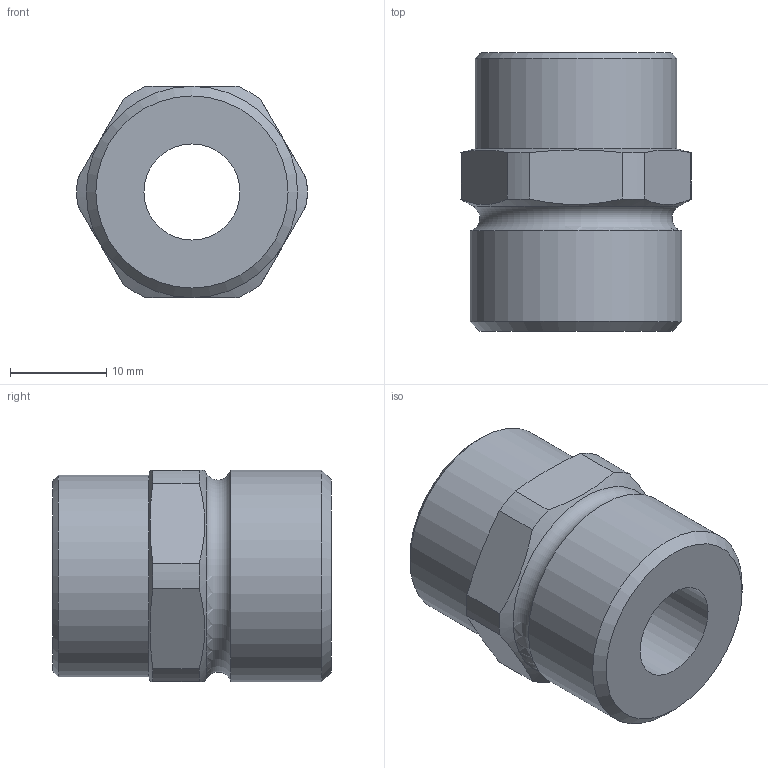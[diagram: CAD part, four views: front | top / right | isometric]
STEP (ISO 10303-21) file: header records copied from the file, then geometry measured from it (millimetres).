
FILE_DESCRIPTION(/* description */ ('Unknown'),/* implementation_level */ '2;1');
FILE_NAME(/* name */ '01-0560_1_Gegennippel',/* time_stamp */ '2023-03-16T09:27:03+01:00',/* author */ ('Unknown'),/* organization */ ('Unknown'),/* preprocessor_version */ 'ST-DEVELOPER v18.102',/* originating_system */ 'Solid Edge',/* authorisation */ 'Unknown');
FILE_SCHEMA (('AUTOMOTIVE_DESIGN {1 0 10303 214 3 1 1}'));
Length unit declared in the file: millimetre
Products named in the file (1): 01-0560_1_Gegennippel
Bounding box: 23.99 x 29 x 22 mm (x, y, z)
Volume: 8395.5 mm3; surface area: 3527.8 mm2
Topology: 1 solids, 1 shells, 22 faces, 58 edges, 38 vertices
Faces by surface type: cylinder 9, plane 8, cone 4, torus 1
Full cylindrical faces by diameter (mm): 10 x1, 20.96 x1, 22 x1
Entity records: 808 total; most frequent: CARTESIAN_POINT 149, DIRECTION 100, ORIENTED_EDGE 90, EDGE_CURVE 45, AXIS2_PLACEMENT_3D 44, VERTEX_POINT 33, EDGE_LOOP 32, FACE_BOUND 32
